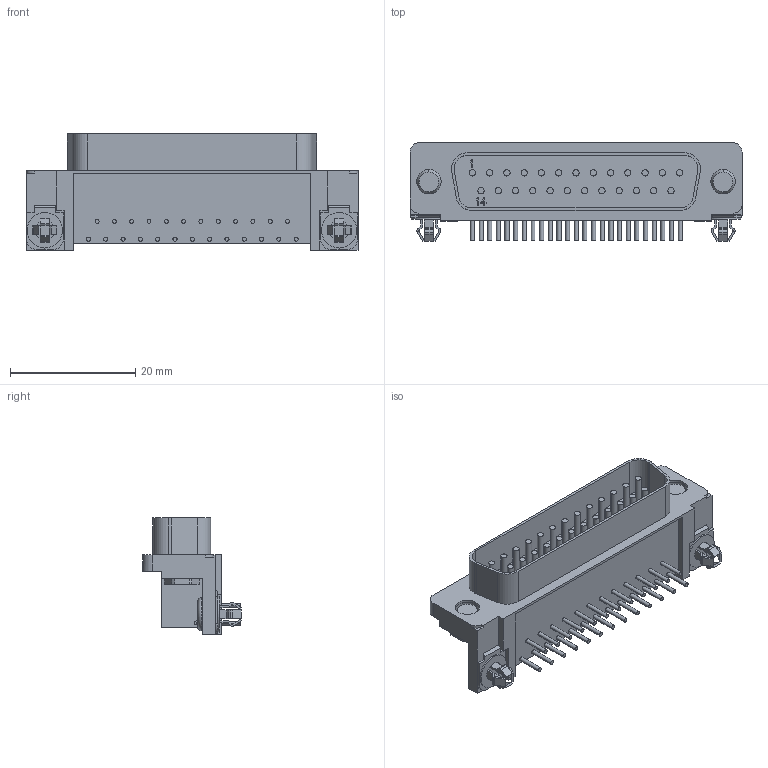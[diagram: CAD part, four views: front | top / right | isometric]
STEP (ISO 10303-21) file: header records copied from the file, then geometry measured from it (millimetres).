
FILE_DESCRIPTION(('STEP AP242'),'1');
FILE_NAME('5747842-4.stp','2022-07-17T23:14:10',('TraceParts'),('TraceParts S.A.'),'Spatial InterOp 3D',' ',' ');
FILE_SCHEMA(('AP242_MANAGED_MODEL_BASED_3D_ENGINEERING_MIM_LF {1 0 10303 442 1 1 4}'));
Length unit declared in the file: millimetre
Products named in the file (1): 5747842-4
Bounding box: 53.09 x 15.81 x 18.6 mm (x, y, z)
Volume: 5340.6 mm3; surface area: 4945.7 mm2
Topology: 1 solids, 3 shells, 556 faces, 1382 edges, 912 vertices
Faces by surface type: plane 296, cylinder 248, torus 8, cone 4
Entity records: 16739 total; most frequent: DIRECTION 3006, CARTESIAN_POINT 2947, ORIENTED_EDGE 2764, EDGE_CURVE 1382, AXIS2_PLACEMENT_3D 1075, VERTEX_POINT 912, LINE 856, VECTOR 856
